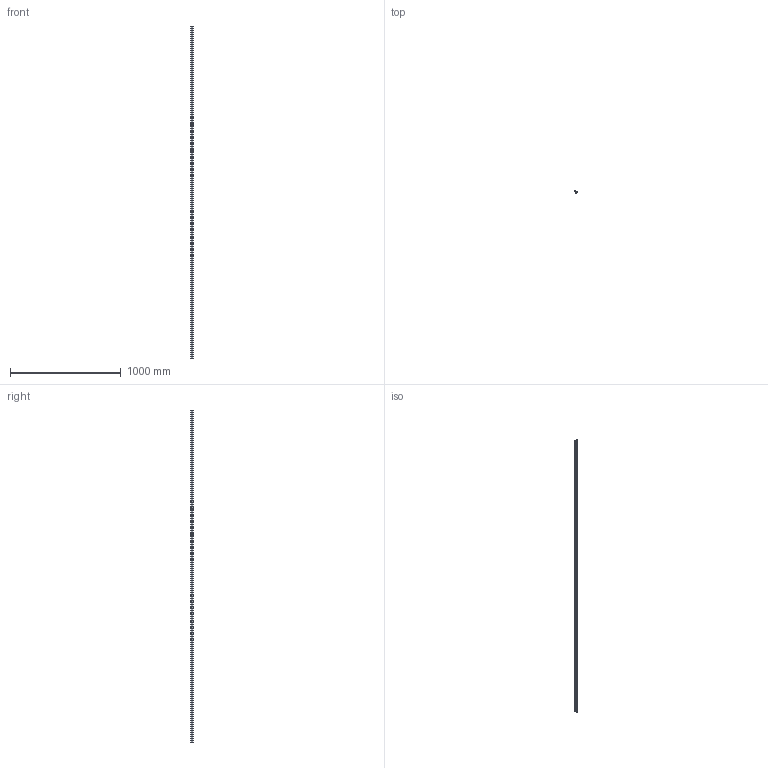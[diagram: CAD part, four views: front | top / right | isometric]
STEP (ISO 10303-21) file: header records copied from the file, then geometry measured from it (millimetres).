
FILE_DESCRIPTION(/* description */ ('Scheibeneinfassleiste PP, Nut 8'),/* implementation_level */ '2;1');
FILE_NAME(/* name */ '281006101 Scheibeneinfassleiste PP N8 - 3000.stp',/* time_stamp */ '2019-11-15T12:28:50+01:00',/* author */ ('wheldmann'),/* organization */ (''),/* preprocessor_version */ 'ST-DEVELOPER v17.2',/* originating_system */ 'Autodesk Inventor 2019',/* authorisation */ '');
FILE_SCHEMA (('AUTOMOTIVE_DESIGN { 1 0 10303 214 3 1 1 }'));
Length unit declared in the file: millimetre
Products named in the file (1): 281006101
Bounding box: 26.69 x 22.56 x 3000 mm (x, y, z)
Volume: 465111.8 mm3; surface area: 342900.6 mm2
Topology: 1 solids, 1 shells, 43 faces, 123 edges, 82 vertices
Faces by surface type: plane 22, cylinder 21
Entity records: 1460 total; most frequent: DIRECTION 253, CARTESIAN_POINT 249, ORIENTED_EDGE 246, EDGE_CURVE 123, AXIS2_PLACEMENT_3D 86, VERTEX_POINT 82, LINE 81, VECTOR 81
